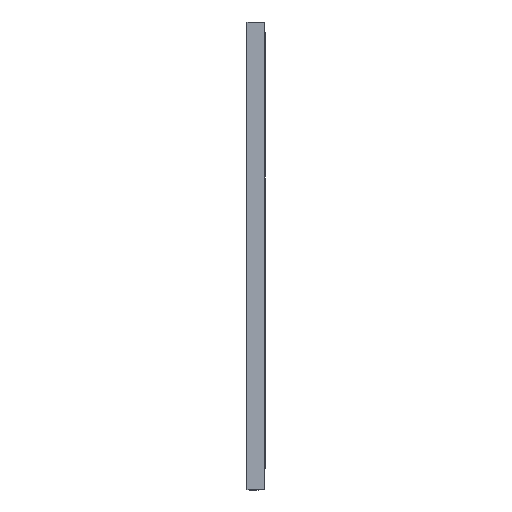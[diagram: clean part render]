
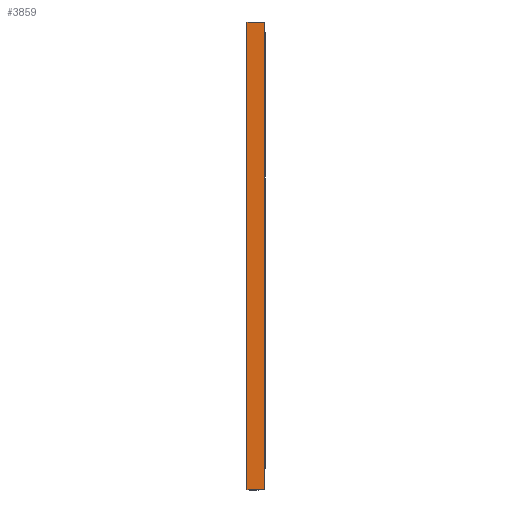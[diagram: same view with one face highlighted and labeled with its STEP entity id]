
A CAD part, front view. The second image highlights one B-rep face of the part: STEP entity #3859.
In plain terms, the highlighted planar face has unit normal (0, -1, 0).
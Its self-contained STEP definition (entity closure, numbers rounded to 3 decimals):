
#59 = CARTESIAN_POINT ( 'NONE',  ( 0.5, -40., -650. ) ) ;
#63 = CARTESIAN_POINT ( 'NONE',  ( 0.5, -40., -650. ) ) ;
#585 = EDGE_CURVE ( 'NONE', #4997, #4765, #5264, .T. ) ;
#712 = CARTESIAN_POINT ( 'NONE',  ( 24.2, -40., -650. ) ) ;
#1030 = VECTOR ( 'NONE', #2191, 1000. ) ;
#1517 = EDGE_CURVE ( 'NONE', #7143, #4997, #4743, .T. ) ;
#1846 = CARTESIAN_POINT ( 'NONE',  ( 0.5, -40., 0. ) ) ;
#1962 = VECTOR ( 'NONE', #2295, 1000. ) ;
#2142 = AXIS2_PLACEMENT_3D ( 'NONE', #59, #2564, #7393 ) ;
#2191 = DIRECTION ( 'NONE',  ( 0., 0., 1. ) ) ;
#2295 = DIRECTION ( 'NONE',  ( 0., 0., 1. ) ) ;
#2487 = CARTESIAN_POINT ( 'NONE',  ( 24.2, -40., 0. ) ) ;
#2564 = DIRECTION ( 'NONE',  ( 0., -1., 0. ) ) ;
#3333 = CARTESIAN_POINT ( 'NONE',  ( 0.5, -40., 0. ) ) ;
#3443 = LINE ( 'NONE', #3508, #1962 ) ;
#3479 = ORIENTED_EDGE ( 'NONE', *, *, #5565, .F. ) ;
#3508 = CARTESIAN_POINT ( 'NONE',  ( 0.5, -40., -650. ) ) ;
#3859 = ADVANCED_FACE ( 'NONE', ( #5578 ), #4292, .T. ) ;
#4018 = VECTOR ( 'NONE', #4142, 1000. ) ;
#4142 = DIRECTION ( 'NONE',  ( 1., 0., 0. ) ) ;
#4292 = PLANE ( 'NONE',  #2142 ) ;
#4743 = LINE ( 'NONE', #7201, #4018 ) ;
#4765 = VERTEX_POINT ( 'NONE', #2487 ) ;
#4902 = VERTEX_POINT ( 'NONE', #3333 ) ;
#4997 = VERTEX_POINT ( 'NONE', #712 ) ;
#5264 = LINE ( 'NONE', #7724, #1030 ) ;
#5366 = DIRECTION ( 'NONE',  ( 1., 0., 0. ) ) ;
#5565 = EDGE_CURVE ( 'NONE', #4902, #4765, #7334, .T. ) ;
#5575 = ORIENTED_EDGE ( 'NONE', *, *, #585, .T. ) ;
#5578 = FACE_OUTER_BOUND ( 'NONE', #7467, .T. ) ;
#5953 = ORIENTED_EDGE ( 'NONE', *, *, #1517, .T. ) ;
#6333 = VECTOR ( 'NONE', #5366, 1000. ) ;
#6587 = EDGE_CURVE ( 'NONE', #7143, #4902, #3443, .T. ) ;
#7143 = VERTEX_POINT ( 'NONE', #63 ) ;
#7201 = CARTESIAN_POINT ( 'NONE',  ( 0.5, -40., -650. ) ) ;
#7268 = ORIENTED_EDGE ( 'NONE', *, *, #6587, .F. ) ;
#7334 = LINE ( 'NONE', #1846, #6333 ) ;
#7393 = DIRECTION ( 'NONE',  ( 0., 0., -1. ) ) ;
#7467 = EDGE_LOOP ( 'NONE', ( #3479, #7268, #5953, #5575 ) ) ;
#7724 = CARTESIAN_POINT ( 'NONE',  ( 24.2, -40., -650. ) ) ;
